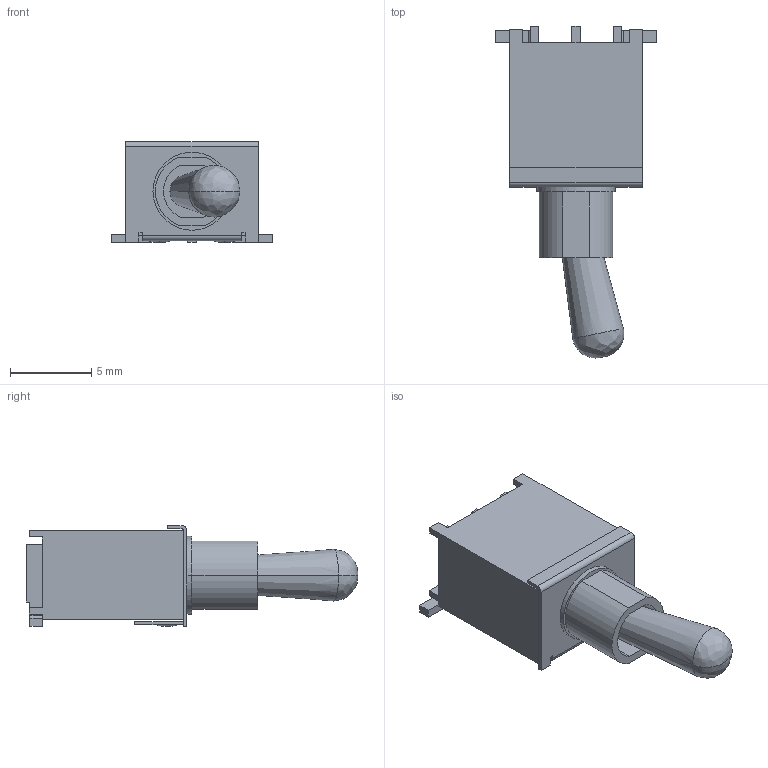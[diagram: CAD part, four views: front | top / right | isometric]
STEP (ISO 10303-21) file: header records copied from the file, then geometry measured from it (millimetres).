
FILE_DESCRIPTION (( 'STEP AP214' ), '1' );
FILE_NAME ('2BS1T2A1MTQES.STEP', '2022-07-12T08:20:01', ( '' ), ( '' ), 'SwSTEP 2.0', 'SolidWorks 2017', '' );
FILE_SCHEMA (( 'AUTOMOTIVE_DESIGN' ));
Length unit declared in the file: millimetre
Products named in the file (4): COMPOUND_2; SW1; SW-SMD_2BS1T2A1MTQES; 2BS1T2A1MTQES
Assembly tree (3 placements, depth 4):
  2BS1T2A1MTQES
    SW1
      SW-SMD_2BS1T2A1MTQES
        COMPOUND_2
Bounding box: 9.91 x 20.42 x 6.2 mm (x, y, z)
Volume: 494.8 mm3; surface area: 723.3 mm2
Topology: 4 solids, 4 shells, 165 faces, 431 edges, 282 vertices
Faces by surface type: plane 120, cylinder 21, bspline 20, cone 4
Entity records: 8259 total; most frequent: CARTESIAN_POINT 2368, ORIENTED_EDGE 854, DIRECTION 737, EDGE_CURVE 427, VECTOR 339, LINE 339, VERTEX_POINT 282, AXIS2_PLACEMENT_3D 199
